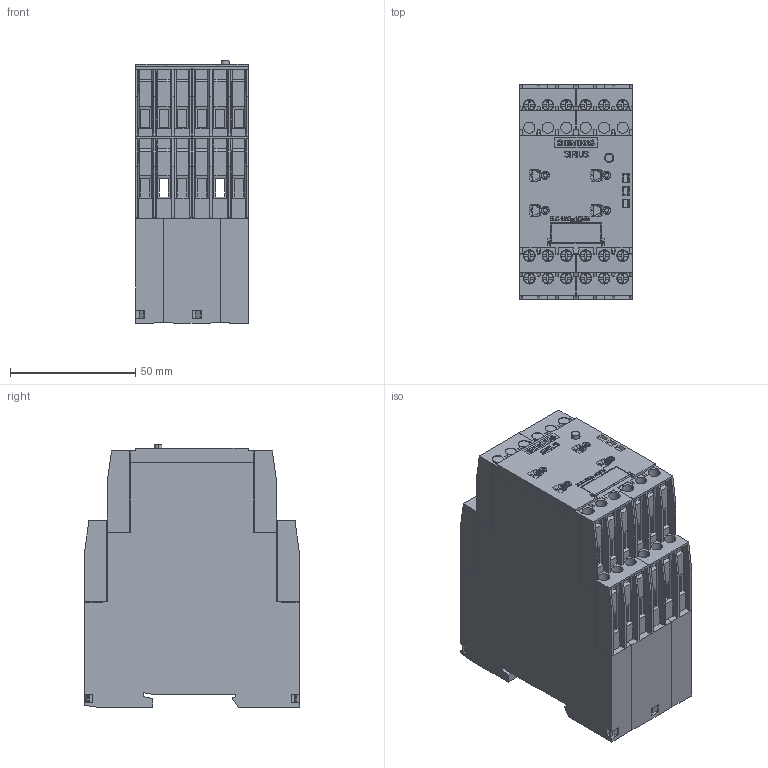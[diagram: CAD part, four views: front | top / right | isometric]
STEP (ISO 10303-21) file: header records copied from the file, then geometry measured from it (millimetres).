
FILE_DESCRIPTION(('STEP AP214'),'1');
FILE_NAME('cctmp_5F5274A7-A3D7-49A0-96B7-D1BE28FF15A7_2023_07_24_20_06_23_0319..stp','2023-07-24T18:06:25',('SIEMENS A&D'),('CADClick - www.CADClick.com'),'Spatial InterOp 3D postprocessed',' ','unknown authorization');
FILE_SCHEMA(('AUTOMOTIVE_DESIGN'));
Length unit declared in the file: millimetre
Products named in the file (1): 2023_07_24_20_06_23_0240
Bounding box: 45 x 85.65 x 104.9 mm (x, y, z)
Volume: 227710 mm3; surface area: 85261.8 mm2
Topology: 1 solids, 1 shells, 2699 faces, 7367 edges, 4820 vertices
Faces by surface type: plane 2282, cylinder 311, cone 106
Entity records: 93360 total; most frequent: CARTESIAN_POINT 16405, ORIENTED_EDGE 14734, DIRECTION 13495, EDGE_CURVE 7367, LINE 6287, VECTOR 6287, VERTEX_POINT 4820, AXIS2_PLACEMENT_3D 3604
